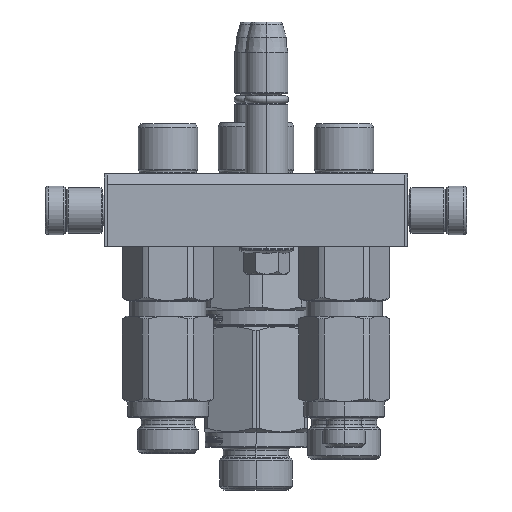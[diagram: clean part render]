
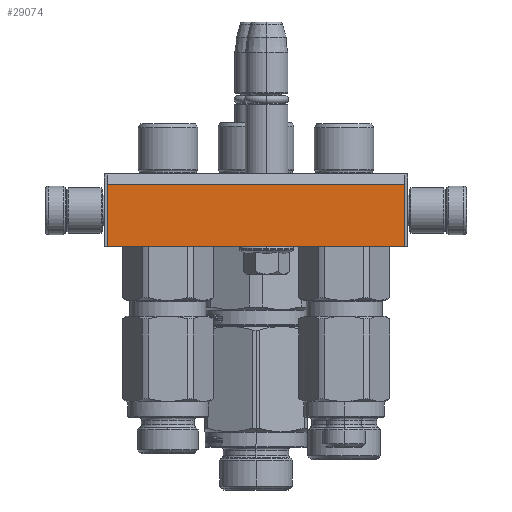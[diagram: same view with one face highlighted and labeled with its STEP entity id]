
A CAD part, left-side view. The second image highlights one B-rep face of the part: STEP entity #29074.
In plain terms, the highlighted face is planar.
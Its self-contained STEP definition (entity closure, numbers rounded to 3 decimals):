
#765 = CARTESIAN_POINT ( 'NONE',  ( -20., 24., 24. ) ) ;
#1006 = DIRECTION ( 'NONE',  ( 1., 0., 0. ) ) ;
#1054 = LINE ( 'NONE', #26244, #23322 ) ;
#3085 = CARTESIAN_POINT ( 'NONE',  ( 78., 24., 24. ) ) ;
#4699 = VERTEX_POINT ( 'NONE', #18122 ) ;
#4766 = DIRECTION ( 'NONE',  ( 0., 0., 1. ) ) ;
#6757 = CARTESIAN_POINT ( 'NONE',  ( -20., 24., 24. ) ) ;
#10275 = PLANE ( 'NONE',  #62924 ) ;
#11632 = ORIENTED_EDGE ( 'NONE', *, *, #25243, .T. ) ;
#12623 = ORIENTED_EDGE ( 'NONE', *, *, #64273, .F. ) ;
#16604 = ORIENTED_EDGE ( 'NONE', *, *, #61461, .F. ) ;
#18122 = CARTESIAN_POINT ( 'NONE',  ( -20., 3.464, 24. ) ) ;
#19985 = VERTEX_POINT ( 'NONE', #60036 ) ;
#23322 = VECTOR ( 'NONE', #61184, 1000. ) ;
#25243 = EDGE_CURVE ( 'NONE', #4699, #19985, #30954, .T. ) ;
#26244 = CARTESIAN_POINT ( 'NONE',  ( 78., 3.464, 24. ) ) ;
#27062 = VECTOR ( 'NONE', #1006, 1000. ) ;
#29074 = ADVANCED_FACE ( 'NONE', ( #29976 ), #10275, .T. ) ;
#29976 = FACE_OUTER_BOUND ( 'NONE', #31996, .T. ) ;
#30954 = LINE ( 'NONE', #30973, #27062 ) ;
#30973 = CARTESIAN_POINT ( 'NONE',  ( -20., 3.464, 24. ) ) ;
#31846 = DIRECTION ( 'NONE',  ( 1., 0., 0. ) ) ;
#31996 = EDGE_LOOP ( 'NONE', ( #16604, #12623, #11632, #65333 ) ) ;
#39073 = CARTESIAN_POINT ( 'NONE',  ( -20., 3.464, 24. ) ) ;
#41863 = VERTEX_POINT ( 'NONE', #765 ) ;
#45634 = CARTESIAN_POINT ( 'NONE',  ( -21., 0., 24. ) ) ;
#46531 = LINE ( 'NONE', #6757, #64665 ) ;
#49981 = EDGE_CURVE ( 'NONE', #19985, #53322, #1054, .T. ) ;
#53322 = VERTEX_POINT ( 'NONE', #3085 ) ;
#54316 = DIRECTION ( 'NONE',  ( 0., 1., 0. ) ) ;
#55550 = DIRECTION ( 'NONE',  ( 1., 0., 0. ) ) ;
#60036 = CARTESIAN_POINT ( 'NONE',  ( 78., 3.464, 24. ) ) ;
#61184 = DIRECTION ( 'NONE',  ( 0., 1., 0. ) ) ;
#61461 = EDGE_CURVE ( 'NONE', #41863, #53322, #46531, .T. ) ;
#61801 = VECTOR ( 'NONE', #54316, 1000. ) ;
#62924 = AXIS2_PLACEMENT_3D ( 'NONE', #45634, #4766, #55550 ) ;
#63379 = LINE ( 'NONE', #39073, #61801 ) ;
#64273 = EDGE_CURVE ( 'NONE', #4699, #41863, #63379, .T. ) ;
#64665 = VECTOR ( 'NONE', #31846, 1000. ) ;
#65333 = ORIENTED_EDGE ( 'NONE', *, *, #49981, .T. ) ;
